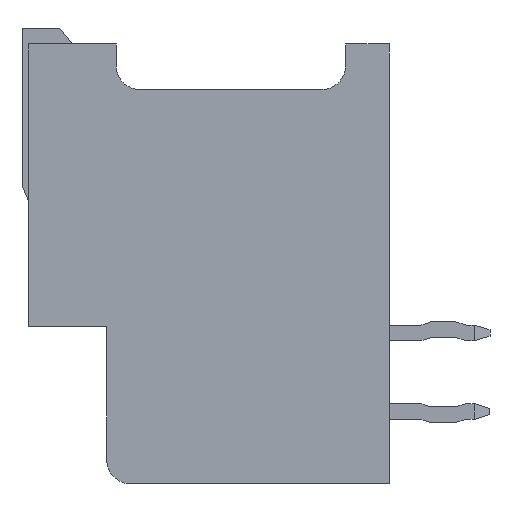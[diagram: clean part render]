
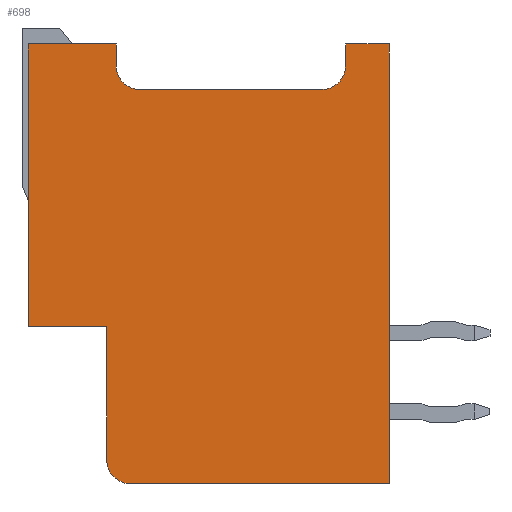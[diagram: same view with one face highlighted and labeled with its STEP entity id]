
A CAD part, left-side view. The second image highlights one B-rep face of the part: STEP entity #698.
In plain terms, the highlighted planar face has unit normal (-1, 0, 0).
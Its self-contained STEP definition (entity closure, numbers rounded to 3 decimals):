
#698 = ADVANCED_FACE( '', ( #1612 ), #1613, .F. );
#1612 = FACE_OUTER_BOUND( '', #2816, .T. );
#1613 = PLANE( '', #2817 );
#2816 = EDGE_LOOP( '', ( #4388, #4389, #4390, #4391, #4392, #4393, #4394, #4395, #4396, #4397, #4398, #4399, #4400 ) );
#2817 = AXIS2_PLACEMENT_3D( '', #4401, #4402, #4403 );
#4388 = ORIENTED_EDGE( '', *, *, #8034, .F. );
#4389 = ORIENTED_EDGE( '', *, *, #8035, .T. );
#4390 = ORIENTED_EDGE( '', *, *, #8036, .F. );
#4391 = ORIENTED_EDGE( '', *, *, #8037, .F. );
#4392 = ORIENTED_EDGE( '', *, *, #8038, .F. );
#4393 = ORIENTED_EDGE( '', *, *, #8039, .F. );
#4394 = ORIENTED_EDGE( '', *, *, #8040, .T. );
#4395 = ORIENTED_EDGE( '', *, *, #8041, .F. );
#4396 = ORIENTED_EDGE( '', *, *, #8042, .T. );
#4397 = ORIENTED_EDGE( '', *, *, #8043, .F. );
#4398 = ORIENTED_EDGE( '', *, *, #8044, .F. );
#4399 = ORIENTED_EDGE( '', *, *, #8045, .F. );
#4400 = ORIENTED_EDGE( '', *, *, #8046, .F. );
#4401 = CARTESIAN_POINT( '', ( -9.7, 0., 0. ) );
#4402 = DIRECTION( '', ( 1., 0., 0. ) );
#4403 = DIRECTION( '', ( 0., 0., -1. ) );
#8034 = EDGE_CURVE( '', #9842, #9843, #9844, .T. );
#8035 = EDGE_CURVE( '', #9842, #9845, #9846, .F. );
#8036 = EDGE_CURVE( '', #9847, #9845, #9848, .T. );
#8037 = EDGE_CURVE( '', #9849, #9847, #9850, .T. );
#8038 = EDGE_CURVE( '', #9851, #9849, #9852, .T. );
#8039 = EDGE_CURVE( '', #9853, #9851, #9854, .T. );
#8040 = EDGE_CURVE( '', #9853, #9855, #9856, .T. );
#8041 = EDGE_CURVE( '', #9857, #9855, #9858, .T. );
#8042 = EDGE_CURVE( '', #9857, #9859, #9860, .T. );
#8043 = EDGE_CURVE( '', #9861, #9859, #9862, .T. );
#8044 = EDGE_CURVE( '', #9863, #9861, #9864, .T. );
#8045 = EDGE_CURVE( '', #9865, #9863, #9866, .T. );
#8046 = EDGE_CURVE( '', #9843, #9865, #9867, .T. );
#9842 = VERTEX_POINT( '', #12383 );
#9843 = VERTEX_POINT( '', #12384 );
#9844 = LINE( '', #12385, #12386 );
#9845 = VERTEX_POINT( '', #12387 );
#9846 = CIRCLE( '', #12388, 0.75 );
#9847 = VERTEX_POINT( '', #12389 );
#9848 = LINE( '', #12390, #12391 );
#9849 = VERTEX_POINT( '', #12392 );
#9850 = LINE( '', #12393, #12394 );
#9851 = VERTEX_POINT( '', #12395 );
#9852 = LINE( '', #12396, #12397 );
#9853 = VERTEX_POINT( '', #12398 );
#9854 = LINE( '', #12399, #12400 );
#9855 = VERTEX_POINT( '', #12401 );
#9856 = CIRCLE( '', #12402, 0.75 );
#9857 = VERTEX_POINT( '', #12403 );
#9858 = LINE( '', #12404, #12405 );
#9859 = VERTEX_POINT( '', #12406 );
#9860 = CIRCLE( '', #12407, 0.75 );
#9861 = VERTEX_POINT( '', #12408 );
#9862 = LINE( '', #12409, #12410 );
#9863 = VERTEX_POINT( '', #12411 );
#9864 = LINE( '', #12412, #12413 );
#9865 = VERTEX_POINT( '', #12414 );
#9866 = LINE( '', #12415, #12416 );
#9867 = LINE( '', #12417, #12418 );
#12383 = CARTESIAN_POINT( '', ( -9.7, 4.5, -6.25 ) );
#12384 = CARTESIAN_POINT( '', ( -9.7, 4.5, -2. ) );
#12385 = CARTESIAN_POINT( '', ( -9.7, 4.5, -7. ) );
#12386 = VECTOR( '', #15078, 1000. );
#12387 = CARTESIAN_POINT( '', ( -9.7, 3.75, -7. ) );
#12388 = AXIS2_PLACEMENT_3D( '', #15079, #15080, #15081 );
#12389 = CARTESIAN_POINT( '', ( -9.7, -4.5, -7. ) );
#12390 = CARTESIAN_POINT( '', ( -9.7, -4.5, -7. ) );
#12391 = VECTOR( '', #15082, 1000. );
#12392 = CARTESIAN_POINT( '', ( -9.7, -4.5, 7. ) );
#12393 = CARTESIAN_POINT( '', ( -9.7, -4.5, 7. ) );
#12394 = VECTOR( '', #15083, 1000. );
#12395 = CARTESIAN_POINT( '', ( -9.7, -3.1, 7. ) );
#12396 = CARTESIAN_POINT( '', ( -9.7, -3.1, 7. ) );
#12397 = VECTOR( '', #15084, 1000. );
#12398 = CARTESIAN_POINT( '', ( -9.7, -3.1, 6.3 ) );
#12399 = CARTESIAN_POINT( '', ( -9.7, -3.1, 5.55 ) );
#12400 = VECTOR( '', #15085, 1000. );
#12401 = CARTESIAN_POINT( '', ( -9.7, -2.35, 5.55 ) );
#12402 = AXIS2_PLACEMENT_3D( '', #15086, #15087, #15088 );
#12403 = CARTESIAN_POINT( '', ( -9.7, 3.45, 5.55 ) );
#12404 = CARTESIAN_POINT( '', ( -9.7, 4.2, 5.55 ) );
#12405 = VECTOR( '', #15089, 1000. );
#12406 = CARTESIAN_POINT( '', ( -9.7, 4.2, 6.3 ) );
#12407 = AXIS2_PLACEMENT_3D( '', #15090, #15091, #15092 );
#12408 = CARTESIAN_POINT( '', ( -9.7, 4.2, 7. ) );
#12409 = CARTESIAN_POINT( '', ( -9.7, 4.2, 7. ) );
#12410 = VECTOR( '', #15093, 1000. );
#12411 = CARTESIAN_POINT( '', ( -9.7, 7., 7. ) );
#12412 = CARTESIAN_POINT( '', ( -9.7, 7., 7. ) );
#12413 = VECTOR( '', #15094, 1000. );
#12414 = CARTESIAN_POINT( '', ( -9.7, 7., -2. ) );
#12415 = CARTESIAN_POINT( '', ( -9.7, 7., -2. ) );
#12416 = VECTOR( '', #15095, 1000. );
#12417 = CARTESIAN_POINT( '', ( -9.7, 4.5, -2. ) );
#12418 = VECTOR( '', #15096, 1000. );
#15078 = DIRECTION( '', ( 0., 0., 1. ) );
#15079 = CARTESIAN_POINT( '', ( -9.7, 3.75, -6.25 ) );
#15080 = DIRECTION( '', ( 1., 0., 0. ) );
#15081 = DIRECTION( '', ( 0., 0., -1. ) );
#15082 = DIRECTION( '', ( 0., 1., 0. ) );
#15083 = DIRECTION( '', ( 0., 0., -1. ) );
#15084 = DIRECTION( '', ( 0., -1., 0. ) );
#15085 = DIRECTION( '', ( 0., 0., 1. ) );
#15086 = CARTESIAN_POINT( '', ( -9.7, -2.35, 6.3 ) );
#15087 = DIRECTION( '', ( 1., 0., 0. ) );
#15088 = DIRECTION( '', ( 0., 0., -1. ) );
#15089 = DIRECTION( '', ( 0., -1., 0. ) );
#15090 = CARTESIAN_POINT( '', ( -9.7, 3.45, 6.3 ) );
#15091 = DIRECTION( '', ( 1., 0., 0. ) );
#15092 = DIRECTION( '', ( 0., 0., -1. ) );
#15093 = DIRECTION( '', ( 0., 0., -1. ) );
#15094 = DIRECTION( '', ( 0., -1., 0. ) );
#15095 = DIRECTION( '', ( 0., 0., 1. ) );
#15096 = DIRECTION( '', ( 0., 1., 0. ) );
